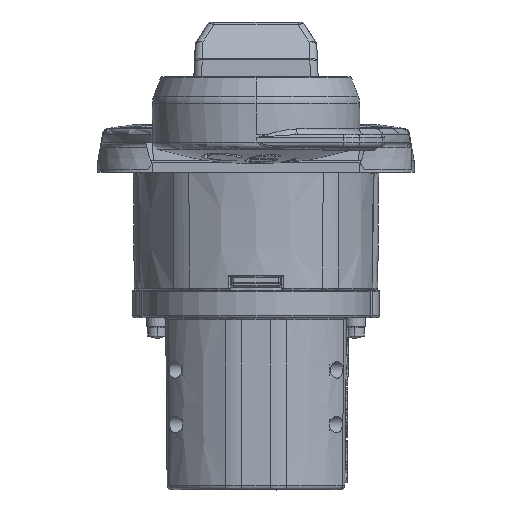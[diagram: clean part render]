
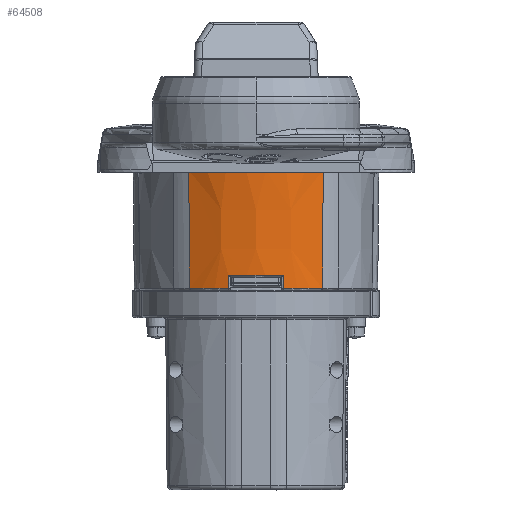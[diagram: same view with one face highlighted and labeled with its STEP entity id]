
A CAD part, front view. The second image highlights one B-rep face of the part: STEP entity #64508.
In plain terms, the highlighted conical face has half-angle 0.5 degrees and reference radius 11.701 mm.
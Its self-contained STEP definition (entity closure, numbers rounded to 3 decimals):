
#12015=CARTESIAN_POINT('',(-2.539,-10.185,
3.448));
#12264=CARTESIAN_POINT('',(0.,1.2,2.248));
#12265=DIRECTION('',(0.,0.,1.));
#12266=DIRECTION('',(0.218,-0.976,0.));
#12267=AXIS2_PLACEMENT_3D('',#12264,#12265,#12266);
#12269=DIRECTION('',(0.,0.009,-1.));
#12270=VECTOR('',#12269,1.2);
#12271=CARTESIAN_POINT('',(2.539,-10.185,
3.448));
#12272=LINE('',#12271,#12270);
#12273=CARTESIAN_POINT('',(0.,1.2,3.448));
#12274=DIRECTION('',(0.,0.,1.));
#12275=DIRECTION('',(-0.218,-0.976,0.));
#12276=AXIS2_PLACEMENT_3D('',#12273,#12274,#12275);
#12278=DIRECTION('',(0.,-0.009,1.));
#12279=VECTOR('',#12278,1.2);
#12280=CARTESIAN_POINT('',(-2.539,-10.174,
2.248));
#12281=LINE('',#12280,#12279);
#12282=CARTESIAN_POINT('',(0.,1.2,2.248));
#12283=DIRECTION('',(0.,0.,1.));
#12284=DIRECTION('',(-0.522,-0.853,0.));
#12285=AXIS2_PLACEMENT_3D('',#12282,#12283,#12284);
#12287=CARTESIAN_POINT('',(-6.162,-8.803,
13.052));
#12288=CARTESIAN_POINT('',(-6.156,-8.798,
12.223));
#12289=CARTESIAN_POINT('',(-6.144,-8.788,
10.536));
#12290=CARTESIAN_POINT('',(-6.125,-8.773,
7.947));
#12291=CARTESIAN_POINT('',(-6.105,-8.757,
5.217));
#12292=CARTESIAN_POINT('',(-6.091,-8.746,
3.258));
#12293=CARTESIAN_POINT('',(-6.083,-8.74,
2.248));
#12295=CARTESIAN_POINT('',(0.,1.2,13.052));
#12296=DIRECTION('',(0.,0.,-1.));
#12297=DIRECTION('',(0.524,-0.851,0.));
#12298=AXIS2_PLACEMENT_3D('',#12295,#12296,#12297);
#12300=CARTESIAN_POINT('',(6.083,-8.74,
2.248));
#12301=CARTESIAN_POINT('',(6.089,-8.745,
3.078));
#12302=CARTESIAN_POINT('',(6.102,-8.755,
4.766));
#12303=CARTESIAN_POINT('',(6.121,-8.77,
7.354));
#12304=CARTESIAN_POINT('',(6.14,-8.785,
10.084));
#12305=CARTESIAN_POINT('',(6.155,-8.797,
12.042));
#12306=CARTESIAN_POINT('',(6.162,-8.803,
13.052));
#12313=CARTESIAN_POINT('',(-6.162,-8.803,
13.052));
#42494=CARTESIAN_POINT('',(2.539,-10.174,
2.248));
#42495=CARTESIAN_POINT('',(6.083,-8.74,
2.248));
#42496=VERTEX_POINT('',#42494);
#42497=VERTEX_POINT('',#42495);
#42498=CARTESIAN_POINT('',(2.539,-10.185,
3.448));
#42499=VERTEX_POINT('',#42498);
#42508=VERTEX_POINT('',#12015);
#42516=CARTESIAN_POINT('',(-2.539,-10.174,
2.248));
#42517=VERTEX_POINT('',#42516);
#42518=CARTESIAN_POINT('',(-6.083,-8.74,
2.248));
#42519=VERTEX_POINT('',#42518);
#42964=VERTEX_POINT('',#12313);
#42968=CARTESIAN_POINT('',(6.162,-8.803,
13.052));
#42969=VERTEX_POINT('',#42968);
#64491=CARTESIAN_POINT('',(0.,1.2,7.65));
#64492=DIRECTION('',(0.,0.,1.));
#64493=DIRECTION('',(1.,0.,0.));
#64494=AXIS2_PLACEMENT_3D('',#64491,#64492,#64493);
#64495=CONICAL_SURFACE('',#64494,11.701,0.5);
#64496=ORIENTED_EDGE('',*,*,#64419,.F.);
#64497=ORIENTED_EDGE('',*,*,#64482,.F.);
#64498=ORIENTED_EDGE('',*,*,#63685,.F.);
#64499=ORIENTED_EDGE('',*,*,#63716,.F.);
#64500=ORIENTED_EDGE('',*,*,#63768,.F.);
#64502=ORIENTED_EDGE('',*,*,#64501,.F.);
#64504=ORIENTED_EDGE('',*,*,#64503,.F.);
#64505=ORIENTED_EDGE('',*,*,#64371,.F.);
#64506=EDGE_LOOP('',(#64496,#64497,#64498,#64499,#64500,#64502,#64504,#64505));
#64507=FACE_OUTER_BOUND('',#64506,.F.);
#64508=ADVANCED_FACE('',(#64507),#64495,.T.);
#12268=CIRCLE('',#12267,11.654);
#12277=CIRCLE('',#12276,11.664);
#12286=CIRCLE('',#12285,11.654);
#12294=B_SPLINE_CURVE_WITH_KNOTS('',3,(#12287,#12288,#12289,#12290,#12291,
#12292,#12293),.UNSPECIFIED.,.F.,.F.,(4,1,1,1,4),(0.,0.25,0.5,0.75,
1.),.UNSPECIFIED.);
#12299=CIRCLE('',#12298,11.748);
#12307=B_SPLINE_CURVE_WITH_KNOTS('',3,(#12300,#12301,#12302,#12303,#12304,
#12305,#12306),.UNSPECIFIED.,.F.,.F.,(4,1,1,1,4),(0.,0.25,0.5,0.75,
1.),.UNSPECIFIED.);
#63685=EDGE_CURVE('',#42508,#42499,#12277,.T.);
#63716=EDGE_CURVE('',#42517,#42508,#12281,.T.);
#63768=EDGE_CURVE('',#42519,#42517,#12286,.T.);
#64371=EDGE_CURVE('',#42497,#42969,#12307,.T.);
#64419=EDGE_CURVE('',#42496,#42497,#12268,.T.);
#64482=EDGE_CURVE('',#42499,#42496,#12272,.T.);
#64501=EDGE_CURVE('',#42964,#42519,#12294,.T.);
#64503=EDGE_CURVE('',#42969,#42964,#12299,.T.);
